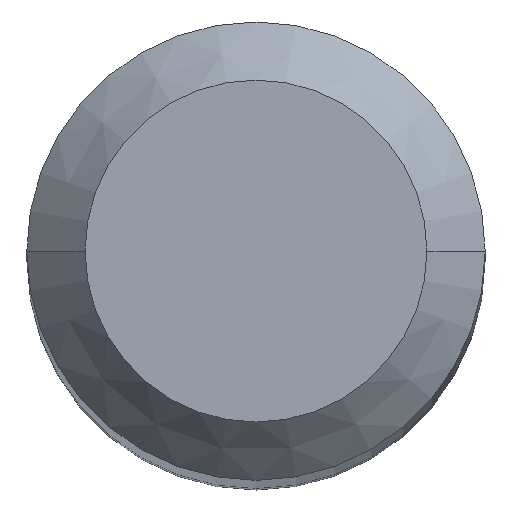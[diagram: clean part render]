
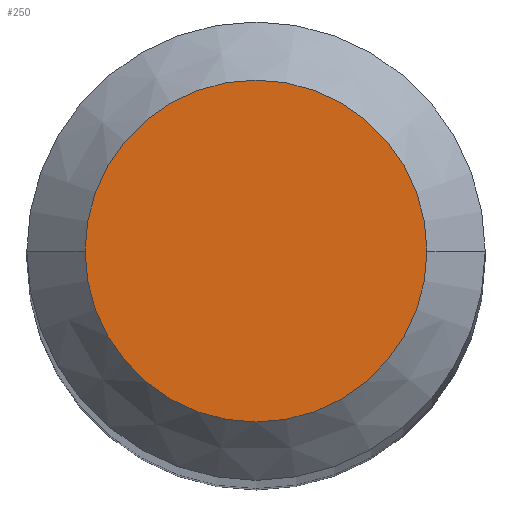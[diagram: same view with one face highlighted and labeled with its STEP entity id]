
A CAD part, top view. The second image highlights one B-rep face of the part: STEP entity #250.
In plain terms, the highlighted planar face has unit normal (0, 0, 1).
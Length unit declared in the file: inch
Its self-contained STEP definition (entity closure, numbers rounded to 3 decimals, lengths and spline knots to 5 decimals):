
#2 = CARTESIAN_POINT ( 'NONE',  ( 0., 0., 1.49606 ) ) ;
#9 = CARTESIAN_POINT ( 'NONE',  ( 0., 0., 1.49606 ) ) ;
#19 = DIRECTION ( 'NONE',  ( 1., 0., 0. ) ) ;
#21 = CARTESIAN_POINT ( 'NONE',  ( 0., 0., 1.49606 ) ) ;
#38 = FACE_OUTER_BOUND ( 'NONE', #126, .T. ) ;
#44 = CIRCLE ( 'NONE', #222, 0.04406 ) ;
#80 = PLANE ( 'NONE',  #82 ) ;
#82 = AXIS2_PLACEMENT_3D ( 'NONE', #21, #85, #290 ) ;
#85 = DIRECTION ( 'NONE',  ( 0., 0., 1. ) ) ;
#102 = DIRECTION ( 'NONE',  ( 0., 0., 1. ) ) ;
#117 = DIRECTION ( 'NONE',  ( 0., 0., 1. ) ) ;
#124 = VERTEX_POINT ( 'NONE', #317 ) ;
#126 = EDGE_LOOP ( 'NONE', ( #311, #239 ) ) ;
#135 = CARTESIAN_POINT ( 'NONE',  ( -0.04406, 0., 1.49606 ) ) ;
#166 = CIRCLE ( 'NONE', #249, 0.04406 ) ;
#175 = DIRECTION ( 'NONE',  ( 1., 0., 0. ) ) ;
#181 = EDGE_CURVE ( 'NONE', #124, #211, #44, .T. ) ;
#211 = VERTEX_POINT ( 'NONE', #135 ) ;
#222 = AXIS2_PLACEMENT_3D ( 'NONE', #2, #117, #175 ) ;
#239 = ORIENTED_EDGE ( 'NONE', *, *, #181, .T. ) ;
#249 = AXIS2_PLACEMENT_3D ( 'NONE', #9, #102, #19 ) ;
#250 = ADVANCED_FACE ( 'NONE', ( #38 ), #80, .T. ) ;
#270 = EDGE_CURVE ( 'NONE', #211, #124, #166, .T. ) ;
#290 = DIRECTION ( 'NONE',  ( 1., 0., 0. ) ) ;
#311 = ORIENTED_EDGE ( 'NONE', *, *, #270, .T. ) ;
#317 = CARTESIAN_POINT ( 'NONE',  ( 0.04406, 0., 1.49606 ) ) ;
